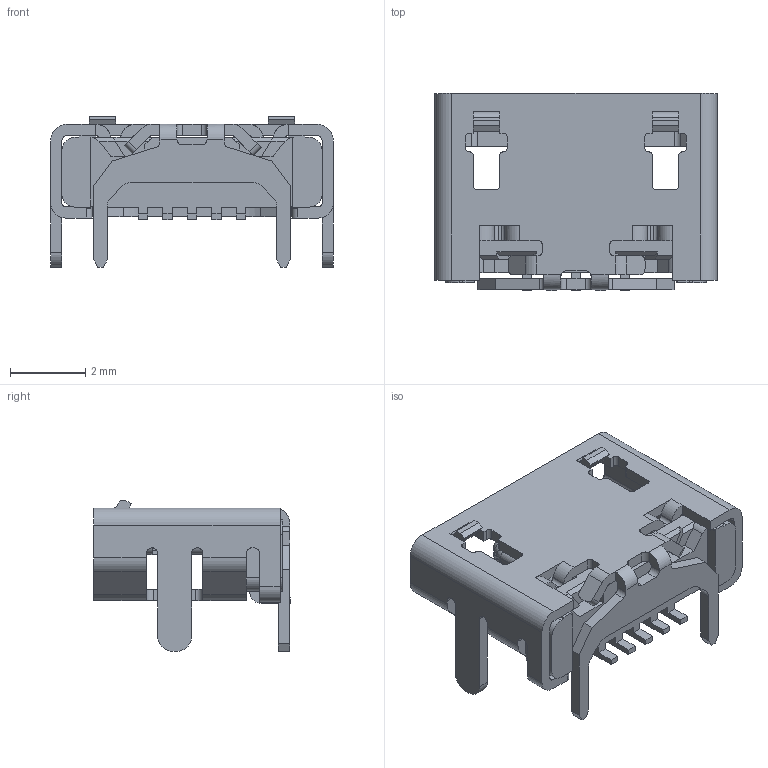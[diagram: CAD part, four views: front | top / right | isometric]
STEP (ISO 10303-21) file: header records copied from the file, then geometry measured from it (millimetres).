
FILE_DESCRIPTION(('CoCreate Modeling STEP Export'),'2;1');
FILE_NAME('d.stp','2018-02-28T10:13:39',(''),(''),'CoCreate Modeling STEP processor for AP214 (Solid Model)','CoCreate Modeling 16.00 13-May-2008 (C) Parametric Technology GmbH','');
FILE_SCHEMA(('AUTOMOTIVE_DESIGN { 1 0 10303 214 1 1 1 1 }'));
Length unit declared in the file: millimetre
Products named in the file (4): MSBR-9; MSBR-2; 010101010-406_5P1_0001_ASM; 010101010-406_5p1_0001_asm.stp
Assembly tree (3 placements, depth 3):
  010101010-406_5p1_0001_asm.stp
    010101010-406_5P1_0001_ASM
      MSBR-2
      MSBR-9
Bounding box: 7.5 x 5.22 x 4 mm (x, y, z)
Volume: 0.5 mm3; surface area: 282.5 mm2
Topology: 1 solids, 17 shells, 968 faces, 2796 edges, 1796 vertices
Faces by surface type: plane 630, cylinder 316, cone 12, torus 5, bspline 5
Entity records: 32237 total; most frequent: CARTESIAN_POINT 6844, ORIENTED_EDGE 5644, DIRECTION 4986, EDGE_CURVE 2794, VECTOR 1954, LINE 1954, VERTEX_POINT 1796, AXIS2_PLACEMENT_3D 1516
